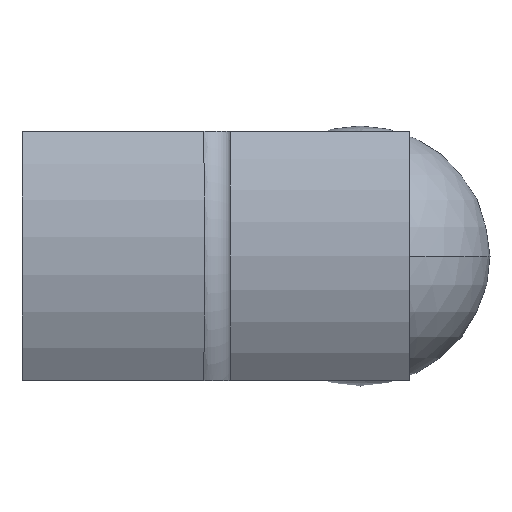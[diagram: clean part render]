
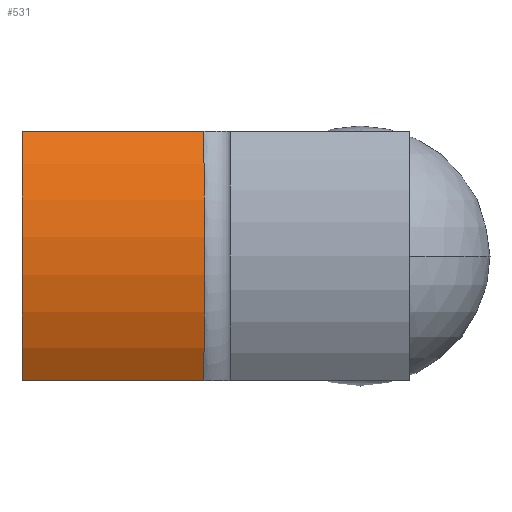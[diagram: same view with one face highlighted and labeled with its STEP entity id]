
A CAD part, left-side view. The second image highlights one B-rep face of the part: STEP entity #531.
In plain terms, the highlighted cylindrical face has radius 4.445 mm (diameter 8.89 mm), a partial arc.
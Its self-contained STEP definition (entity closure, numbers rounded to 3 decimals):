
#13 = AXIS2_PLACEMENT_3D ( 'NONE', #893, #709, #90 ) ;
#31 = CARTESIAN_POINT ( 'NONE',  ( -3.741, 6.5, -2.4 ) ) ;
#44 = DIRECTION ( 'NONE',  ( 0., 1., 0. ) ) ;
#83 = VERTEX_POINT ( 'NONE', #161 ) ;
#90 = DIRECTION ( 'NONE',  ( 0., 0., 1. ) ) ;
#111 = EDGE_CURVE ( 'NONE', #286, #168, #908, .T. ) ;
#121 = EDGE_LOOP ( 'NONE', ( #985, #366, #606, #681 ) ) ;
#147 = VERTEX_POINT ( 'NONE', #902 ) ;
#161 = CARTESIAN_POINT ( 'NONE',  ( -3.741, 6.5, 2.4 ) ) ;
#168 = VERTEX_POINT ( 'NONE', #31 ) ;
#176 = CYLINDRICAL_SURFACE ( 'NONE', #13, 4.445 ) ;
#184 = VECTOR ( 'NONE', #888, 1000. ) ;
#194 = DIRECTION ( 'NONE',  ( 0., 1., 0. ) ) ;
#214 = DIRECTION ( 'NONE',  ( 0., 0., 1. ) ) ;
#243 = AXIS2_PLACEMENT_3D ( 'NONE', #907, #194, #861 ) ;
#253 = EDGE_CURVE ( 'NONE', #286, #147, #683, .T. ) ;
#286 = VERTEX_POINT ( 'NONE', #367 ) ;
#366 = ORIENTED_EDGE ( 'NONE', *, *, #253, .T. ) ;
#367 = CARTESIAN_POINT ( 'NONE',  ( -3.741, 3., -2.4 ) ) ;
#384 = VECTOR ( 'NONE', #761, 1000. ) ;
#531 = ADVANCED_FACE ( 'NONE', ( #880 ), #176, .T. ) ;
#606 = ORIENTED_EDGE ( 'NONE', *, *, #933, .T. ) ;
#634 = LINE ( 'NONE', #1021, #184 ) ;
#681 = ORIENTED_EDGE ( 'NONE', *, *, #764, .F. ) ;
#683 = CIRCLE ( 'NONE', #945, 4.445 ) ;
#709 = DIRECTION ( 'NONE',  ( 0., 1., 0. ) ) ;
#761 = DIRECTION ( 'NONE',  ( 0., 1., 0. ) ) ;
#764 = EDGE_CURVE ( 'NONE', #168, #83, #832, .T. ) ;
#831 = CARTESIAN_POINT ( 'NONE',  ( -3.741, -2.5, -2.4 ) ) ;
#832 = CIRCLE ( 'NONE', #243, 4.445 ) ;
#861 = DIRECTION ( 'NONE',  ( 0., 0., 1. ) ) ;
#880 = FACE_OUTER_BOUND ( 'NONE', #121, .T. ) ;
#888 = DIRECTION ( 'NONE',  ( 0., 1., 0. ) ) ;
#893 = CARTESIAN_POINT ( 'NONE',  ( 0., 2.5, 0. ) ) ;
#902 = CARTESIAN_POINT ( 'NONE',  ( -3.741, 3., 2.4 ) ) ;
#907 = CARTESIAN_POINT ( 'NONE',  ( 0., 6.5, 0. ) ) ;
#908 = LINE ( 'NONE', #831, #384 ) ;
#921 = CARTESIAN_POINT ( 'NONE',  ( 0., 3., 0. ) ) ;
#933 = EDGE_CURVE ( 'NONE', #147, #83, #634, .T. ) ;
#945 = AXIS2_PLACEMENT_3D ( 'NONE', #921, #44, #214 ) ;
#985 = ORIENTED_EDGE ( 'NONE', *, *, #111, .F. ) ;
#1021 = CARTESIAN_POINT ( 'NONE',  ( -3.741, -2.5, 2.4 ) ) ;
